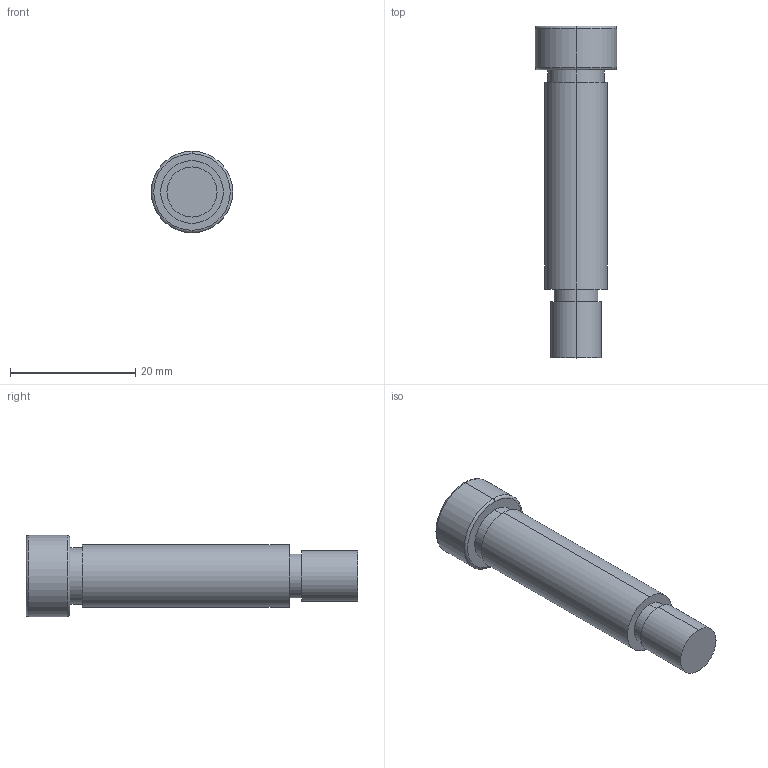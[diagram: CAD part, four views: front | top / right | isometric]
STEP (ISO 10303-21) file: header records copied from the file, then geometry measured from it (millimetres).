
FILE_DESCRIPTION (( 'STEP AP203' ), '1' );
FILE_NAME ('塞打螺栓D10XM8-35x4.STEP', '2024-11-05T11:35:38', ( '' ), ( '' ), 'SwSTEP 2.0', 'SolidWorks 2020', '' );
FILE_SCHEMA (( 'CONFIG_CONTROL_DESIGN' ));
Length unit declared in the file: millimetre
Products named in the file (1): 塞打螺栓D10XM8-35x4
Bounding box: 13 x 53 x 13 mm (x, y, z)
Volume: 4126.3 mm3; surface area: 2002.5 mm2
Topology: 1 solids, 1 shells, 27 faces, 56 edges, 36 vertices
Faces by surface type: plane 13, cylinder 10, torus 4
Entity records: 803 total; most frequent: DIRECTION 140, CARTESIAN_POINT 120, ORIENTED_EDGE 112, EDGE_CURVE 56, AXIS2_PLACEMENT_3D 56, VERTEX_POINT 36, EDGE_LOOP 32, VECTOR 28
